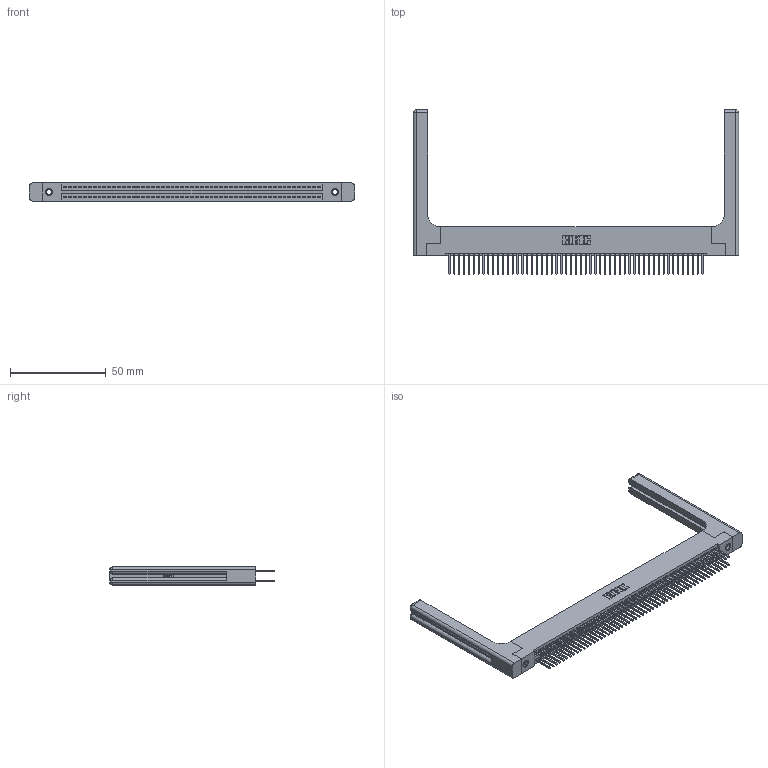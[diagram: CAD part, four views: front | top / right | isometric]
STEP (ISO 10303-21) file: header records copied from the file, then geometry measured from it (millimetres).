
FILE_DESCRIPTION (( 'STEP AP203' ), '1' );
FILE_NAME ('345-106-523-258.STEP', '2019-11-03T15:00:31', ( '' ), ( '' ), 'SwSTEP 2.0', 'SolidWorks 2016', '' );
FILE_SCHEMA (( 'CONFIG_CONTROL_DESIGN' ));
Length unit declared in the file: inch
Products named in the file (5): 345 Part_Flush Mounting Lugs - 0.156 Dia-TH; 345-106-523-258; 345-292-001_345-293-123; 345-250-001_345-250-001-102; 345-220-058_345-220-058
Assembly tree (111 placements, depth 2):
  345-106-523-258
    345 Part_Flush Mounting Lugs - 0.156 Dia-TH
    345-292-001_345-293-123  x106
    345-250-001_345-250-001-102  x2
    345-220-058_345-220-058  x2
Bounding box: 169.65 x 85.78 x 9.4 mm (x, y, z)
Volume: 25274.2 mm3; surface area: 31078.3 mm2
Topology: 111 solids, 111 shells, 5682 faces, 16801 edges, 11038 vertices
Faces by surface type: plane 3726, cylinder 1896, bspline 36, cone 12, sphere 8, torus 4
Entity records: 45304 total; most frequent: CARTESIAN_POINT 8577, ORIENTED_EDGE 7308, DIRECTION 6482, EDGE_CURVE 3654, VECTOR 3218, LINE 3218, VERTEX_POINT 2426, AXIS2_PLACEMENT_3D 1632
